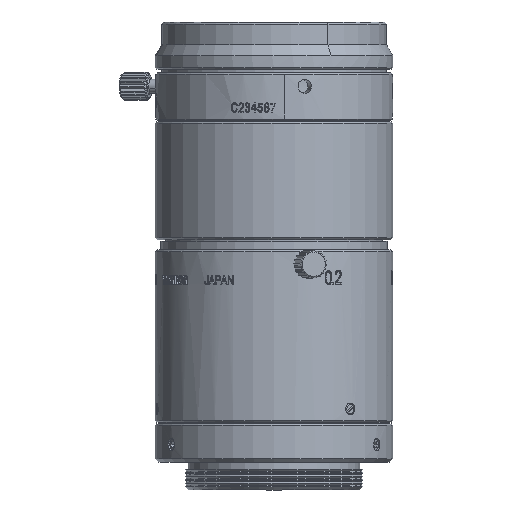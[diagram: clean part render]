
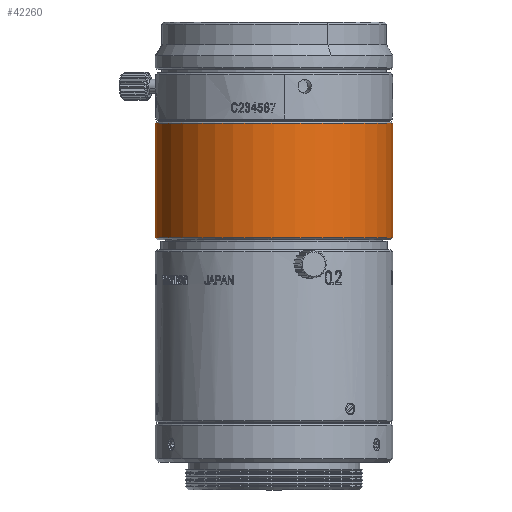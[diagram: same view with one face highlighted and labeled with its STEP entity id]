
A CAD part, front view. The second image highlights one B-rep face of the part: STEP entity #42260.
In plain terms, the highlighted cylindrical face has radius 17 mm (diameter 34 mm), a partial arc.
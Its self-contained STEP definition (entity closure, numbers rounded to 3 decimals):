
#42131=CARTESIAN_POINT('Vertex',(17.,0.,49.626)) ;
#42138=CARTESIAN_POINT('Vertex',(-17.,0.,49.626)) ;
#42158=CARTESIAN_POINT('Axis2P3D Location',(0.,0.,49.626)) ;
#42218=CARTESIAN_POINT('Axis2P3D Location',(0.,0.,58.476)) ;
#42223=CARTESIAN_POINT('Line Origine',(-17.,0.,58.476)) ;
#42227=CARTESIAN_POINT('Vertex',(-17.,0.,66.026)) ;
#42234=CARTESIAN_POINT('Vertex',(17.,0.,66.026)) ;
#42237=CARTESIAN_POINT('Line Origine',(17.,0.,58.476)) ;
#42249=CARTESIAN_POINT('Axis2P3D Location',(0.,0.,66.026)) ;
#42159=DIRECTION('Axis2P3D Direction',(0.,0.,1.)) ;
#42219=DIRECTION('Axis2P3D Direction',(0.,0.,1.)) ;
#42220=DIRECTION('Axis2P3D XDirection',(1.,0.,0.)) ;
#42224=DIRECTION('Vector Direction',(0.,0.,1.)) ;
#42238=DIRECTION('Vector Direction',(0.,0.,1.)) ;
#42250=DIRECTION('Axis2P3D Direction',(0.,0.,1.)) ;
#42160=AXIS2_PLACEMENT_3D('Circle Axis2P3D',#42158,#42159,$) ;
#42221=AXIS2_PLACEMENT_3D('Cylinder Axis2P3D',#42218,#42219,#42220) ;
#42251=AXIS2_PLACEMENT_3D('Circle Axis2P3D',#42249,#42250,$) ;
#42255=ORIENTED_EDGE('',*,*,#42241,.T.) ;
#42256=ORIENTED_EDGE('',*,*,#42253,.F.) ;
#42257=ORIENTED_EDGE('',*,*,#42229,.F.) ;
#42258=ORIENTED_EDGE('',*,*,#42162,.T.) ;
#42225=VECTOR('Line Direction',#42224,1.) ;
#42239=VECTOR('Line Direction',#42238,1.) ;
#42260=ADVANCED_FACE('\X2\FF8AFF9FFF70FF82\X0\ \X2\FF8EFF9EFF83FF9EFF68FF70\X0\',(#42259),#42222,.T.) ;
#42161=CIRCLE('generated circle',#42160,17.) ;
#42252=CIRCLE('generated circle',#42251,17.) ;
#42222=CYLINDRICAL_SURFACE('generated cylinder',#42221,17.) ;
#42162=EDGE_CURVE('',#42139,#42132,#42161,.T.) ;
#42229=EDGE_CURVE('',#42139,#42228,#42226,.T.) ;
#42241=EDGE_CURVE('',#42132,#42235,#42240,.T.) ;
#42253=EDGE_CURVE('',#42228,#42235,#42252,.T.) ;
#42254=EDGE_LOOP('',(#42255,#42256,#42257,#42258)) ;
#42259=FACE_OUTER_BOUND('',#42254,.T.) ;
#42226=LINE('Line',#42223,#42225) ;
#42240=LINE('Line',#42237,#42239) ;
#42132=VERTEX_POINT('',#42131) ;
#42139=VERTEX_POINT('',#42138) ;
#42228=VERTEX_POINT('',#42227) ;
#42235=VERTEX_POINT('',#42234) ;
